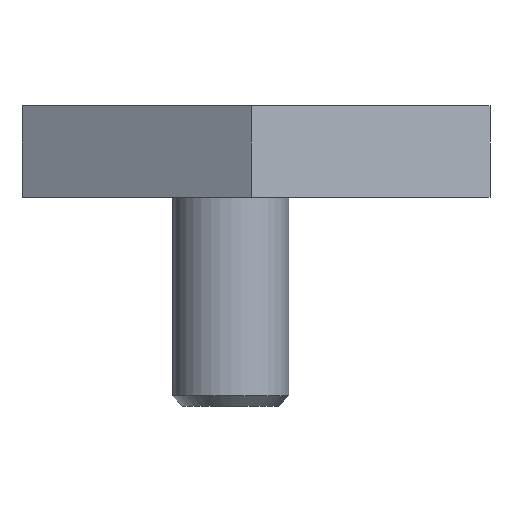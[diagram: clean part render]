
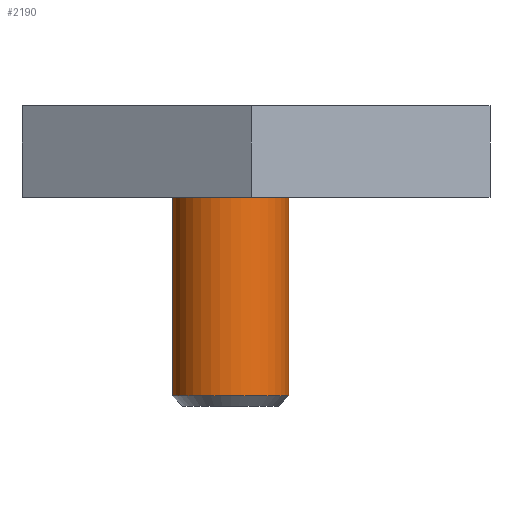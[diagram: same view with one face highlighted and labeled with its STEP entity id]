
A CAD part, left-side view. The second image highlights one B-rep face of the part: STEP entity #2190.
In plain terms, the highlighted cylindrical face has radius 6.35 mm (diameter 12.7 mm), a partial arc.
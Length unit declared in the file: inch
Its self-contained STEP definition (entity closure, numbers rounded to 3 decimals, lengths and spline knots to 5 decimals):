
#2141 = VERTEX_POINT ( 'NONE', #6325 ) ;
#2142 = EDGE_CURVE ( 'NONE', #2191, #2196, #6319, .T. ) ;
#2143 = EDGE_CURVE ( 'NONE', #2141, #2191, #6321, .T. ) ;
#2160 = VERTEX_POINT ( 'NONE', #6367 ) ;
#2161 = EDGE_LOOP ( 'NONE', ( #2198, #2199, #2207, #2189 ) ) ;
#2189 = ORIENTED_EDGE ( 'NONE', *, *, #2208, .F. ) ;
#2190 = ADVANCED_FACE ( 'NONE', ( #6384 ), #6389, .T. ) ;
#2191 = VERTEX_POINT ( 'NONE', #6435 ) ;
#2196 = VERTEX_POINT ( 'NONE', #6461 ) ;
#2198 = ORIENTED_EDGE ( 'NONE', *, *, #2143, .T. ) ;
#2199 = ORIENTED_EDGE ( 'NONE', *, *, #2142, .T. ) ;
#2200 = EDGE_CURVE ( 'NONE', #2160, #2196, #6459, .T. ) ;
#2207 = ORIENTED_EDGE ( 'NONE', *, *, #2200, .F. ) ;
#2208 = EDGE_CURVE ( 'NONE', #2141, #2160, #6441, .T. ) ;
#6309 = DIRECTION ( 'NONE',  ( 0., 0., 1. ) ) ;
#6316 = DIRECTION ( 'NONE',  ( -1., 0., 0. ) ) ;
#6317 = VECTOR ( 'NONE', #6316, 39.37008 ) ;
#6318 = CARTESIAN_POINT ( 'NONE',  ( 0., 0., -0.25 ) ) ;
#6319 = LINE ( 'NONE', #6318, #6317 ) ;
#6320 = CARTESIAN_POINT ( 'NONE',  ( 1.2192, 0., 0. ) ) ;
#6321 = CIRCLE ( 'NONE', #6327, 0.25 ) ;
#6325 = CARTESIAN_POINT ( 'NONE',  ( 1.2192, 0., 0.25 ) ) ;
#6326 = DIRECTION ( 'NONE',  ( -1., 0., 0. ) ) ;
#6327 = AXIS2_PLACEMENT_3D ( 'NONE', #6320, #6326, #6309 ) ;
#6367 = CARTESIAN_POINT ( 'NONE',  ( 0.265, 0., 0.25 ) ) ;
#6380 = CARTESIAN_POINT ( 'NONE',  ( 0., 0., 0. ) ) ;
#6384 = FACE_OUTER_BOUND ( 'NONE', #2161, .T. ) ;
#6389 = CYLINDRICAL_SURFACE ( 'NONE', #6434, 0.25 ) ;
#6434 = AXIS2_PLACEMENT_3D ( 'NONE', #6380, #6465, #6464 ) ;
#6435 = CARTESIAN_POINT ( 'NONE',  ( 1.2192, 0., -0.25 ) ) ;
#6440 = CARTESIAN_POINT ( 'NONE',  ( 0., 0., 0.25 ) ) ;
#6441 = LINE ( 'NONE', #6440, #6490 ) ;
#6450 = DIRECTION ( 'NONE',  ( 0., 0., 1. ) ) ;
#6451 = DIRECTION ( 'NONE',  ( -1., 0., 0. ) ) ;
#6452 = CARTESIAN_POINT ( 'NONE',  ( 0.265, 0., 0. ) ) ;
#6453 = AXIS2_PLACEMENT_3D ( 'NONE', #6452, #6451, #6450 ) ;
#6459 = CIRCLE ( 'NONE', #6453, 0.25 ) ;
#6461 = CARTESIAN_POINT ( 'NONE',  ( 0.265, 0., -0.25 ) ) ;
#6464 = DIRECTION ( 'NONE',  ( 0., 0., 1. ) ) ;
#6465 = DIRECTION ( 'NONE',  ( -1., 0., 0. ) ) ;
#6489 = DIRECTION ( 'NONE',  ( -1., 0., 0. ) ) ;
#6490 = VECTOR ( 'NONE', #6489, 39.37008 ) ;
